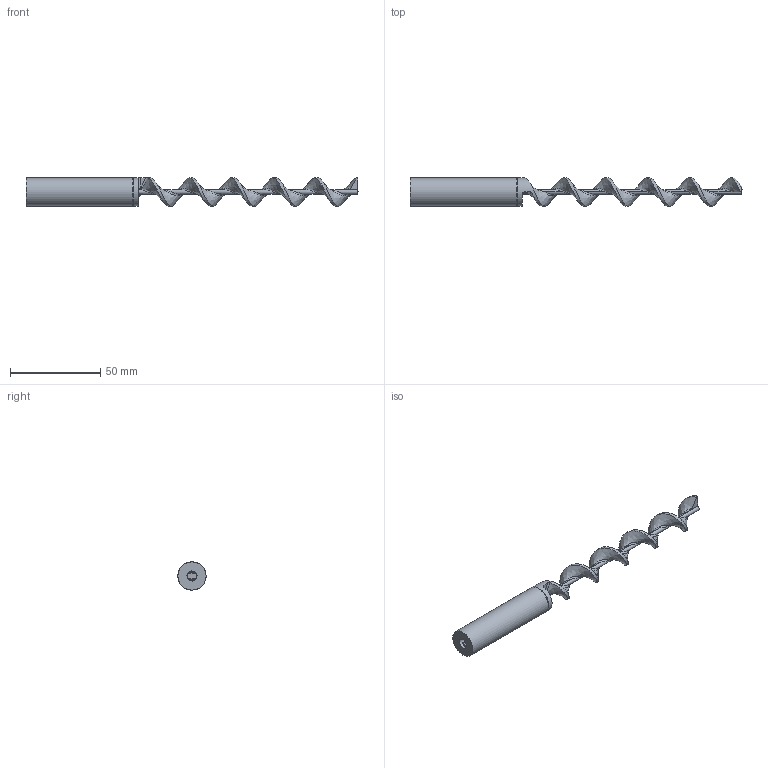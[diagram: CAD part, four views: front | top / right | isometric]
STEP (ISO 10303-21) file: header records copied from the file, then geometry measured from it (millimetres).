
FILE_DESCRIPTION(/* description */ (''),/* implementation_level */ '2;1');
FILE_NAME(/* name */ 'auger_assembly.step',/* time_stamp */ '2022-01-04T08:32:34-08:00',/* author */ (''),/* organization */ (''),/* preprocessor_version */ 'ST-DEVELOPER v18.1',/* originating_system */ 'Autodesk Translation Framework v10.10.0.1391',/* authorisation */ '');
FILE_SCHEMA (('AUTOMOTIVE_DESIGN { 1 0 10303 214 3 1 1 }'));
Length unit declared in the file: inch
Products named in the file (1): auger
Bounding box: 184.15 x 15.62 x 15.62 mm (x, y, z)
Volume: 16585.9 mm3; surface area: 8186.1 mm2
Topology: 2 solids, 2 shells, 56 faces, 140 edges, 91 vertices
Faces by surface type: plane 28, cylinder 20, bspline 7, cone 1
Full cylindrical faces by diameter (mm): 2.54 x2, 5.588 x1, 15.621 x6
Entity records: 3351 total; most frequent: CARTESIAN_POINT 2047, ORIENTED_EDGE 280, DIRECTION 231, EDGE_CURVE 140, VERTEX_POINT 91, AXIS2_PLACEMENT_3D 81, LINE 69, VECTOR 69
